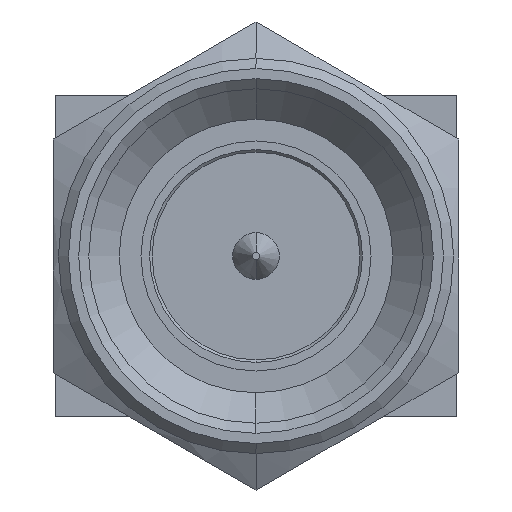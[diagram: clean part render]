
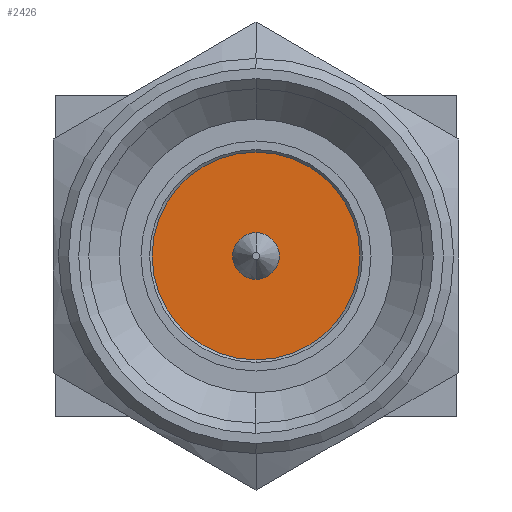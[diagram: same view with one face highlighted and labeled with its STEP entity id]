
A CAD part, left-side view. The second image highlights one B-rep face of the part: STEP entity #2426.
In plain terms, the highlighted planar face has unit normal (-1, 0, 0).
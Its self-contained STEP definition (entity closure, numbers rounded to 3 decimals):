
#21 = CARTESIAN_POINT ( 'NONE',  ( 2.95, 0., 0. ) ) ;
#94 = PLANE ( 'NONE',  #2481 ) ;
#150 = CARTESIAN_POINT ( 'NONE',  ( 2.95, 0., 0.46 ) ) ;
#191 = DIRECTION ( 'NONE',  ( 0., 0., 1. ) ) ;
#217 = AXIS2_PLACEMENT_3D ( 'NONE', #2598, #1305, #1939 ) ;
#268 = VERTEX_POINT ( 'NONE', #822 ) ;
#305 = DIRECTION ( 'NONE',  ( -1., 0., 0. ) ) ;
#313 = VERTEX_POINT ( 'NONE', #150 ) ;
#318 = DIRECTION ( 'NONE',  ( 0., 0., 1. ) ) ;
#478 = FACE_BOUND ( 'NONE', #1704, .T. ) ;
#537 = CARTESIAN_POINT ( 'NONE',  ( 2.95, 0., 0. ) ) ;
#543 = CIRCLE ( 'NONE', #851, 0.46 ) ;
#637 = CARTESIAN_POINT ( 'NONE',  ( 2.95, 0., -2.05 ) ) ;
#650 = EDGE_CURVE ( 'NONE', #268, #313, #2085, .T. ) ;
#742 = EDGE_CURVE ( 'NONE', #1236, #1319, #1902, .T. ) ;
#759 = DIRECTION ( 'NONE',  ( 0., 0., 1. ) ) ;
#790 = ORIENTED_EDGE ( 'NONE', *, *, #650, .F. ) ;
#817 = CARTESIAN_POINT ( 'NONE',  ( 2.95, 0., 2.05 ) ) ;
#822 = CARTESIAN_POINT ( 'NONE',  ( 2.95, 0., -0.46 ) ) ;
#851 = AXIS2_PLACEMENT_3D ( 'NONE', #2766, #1483, #191 ) ;
#854 = DIRECTION ( 'NONE',  ( 0., 0., 1. ) ) ;
#1114 = DIRECTION ( 'NONE',  ( -1., 0., 0. ) ) ;
#1169 = CARTESIAN_POINT ( 'NONE',  ( 2.95, 0., 0. ) ) ;
#1236 = VERTEX_POINT ( 'NONE', #817 ) ;
#1256 = EDGE_CURVE ( 'NONE', #313, #268, #543, .T. ) ;
#1305 = DIRECTION ( 'NONE',  ( -1., 0., 0. ) ) ;
#1319 = VERTEX_POINT ( 'NONE', #637 ) ;
#1334 = ORIENTED_EDGE ( 'NONE', *, *, #2698, .T. ) ;
#1483 = DIRECTION ( 'NONE',  ( -1., 0., 0. ) ) ;
#1511 = ORIENTED_EDGE ( 'NONE', *, *, #742, .T. ) ;
#1641 = AXIS2_PLACEMENT_3D ( 'NONE', #537, #2056, #759 ) ;
#1664 = AXIS2_PLACEMENT_3D ( 'NONE', #21, #1114, #854 ) ;
#1704 = EDGE_LOOP ( 'NONE', ( #1847, #790 ) ) ;
#1847 = ORIENTED_EDGE ( 'NONE', *, *, #1256, .F. ) ;
#1902 = CIRCLE ( 'NONE', #1664, 2.05 ) ;
#1939 = DIRECTION ( 'NONE',  ( 0., 0., 1. ) ) ;
#2056 = DIRECTION ( 'NONE',  ( -1., 0., 0. ) ) ;
#2085 = CIRCLE ( 'NONE', #217, 0.46 ) ;
#2426 = ADVANCED_FACE ( 'NONE', ( #2773, #478 ), #94, .T. ) ;
#2481 = AXIS2_PLACEMENT_3D ( 'NONE', #1169, #305, #318 ) ;
#2598 = CARTESIAN_POINT ( 'NONE',  ( 2.95, 0., 0. ) ) ;
#2698 = EDGE_CURVE ( 'NONE', #1319, #1236, #2778, .T. ) ;
#2749 = EDGE_LOOP ( 'NONE', ( #1511, #1334 ) ) ;
#2766 = CARTESIAN_POINT ( 'NONE',  ( 2.95, 0., 0. ) ) ;
#2773 = FACE_OUTER_BOUND ( 'NONE', #2749, .T. ) ;
#2778 = CIRCLE ( 'NONE', #1641, 2.05 ) ;
